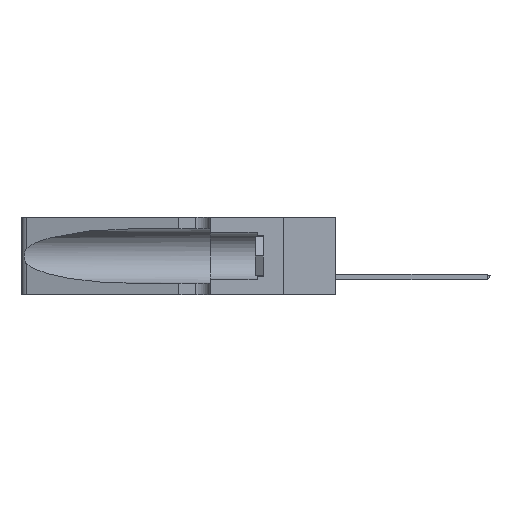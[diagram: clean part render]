
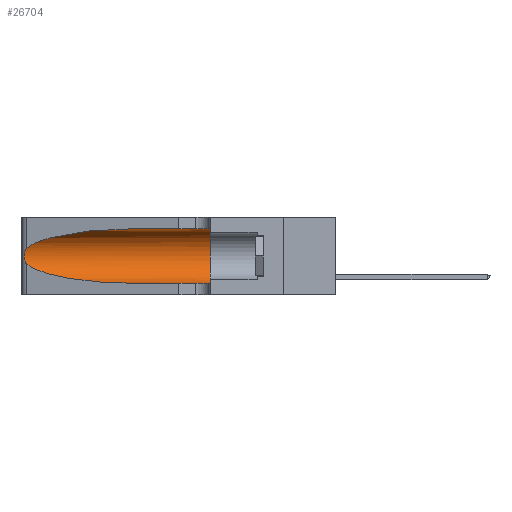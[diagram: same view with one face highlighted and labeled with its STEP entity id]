
A CAD part, left-side view. The second image highlights one B-rep face of the part: STEP entity #26704.
In plain terms, the highlighted cylindrical face has radius 3.308 mm (diameter 6.617 mm), a partial arc.
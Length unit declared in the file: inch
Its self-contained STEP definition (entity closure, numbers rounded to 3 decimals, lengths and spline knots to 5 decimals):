
#1095 = FACE_OUTER_BOUND ( 'NONE', #8980, .T. ) ;
#2467 = DIRECTION ( 'NONE',  ( 0., 1., 0. ) ) ;
#2520 = B_SPLINE_CURVE_WITH_KNOTS ( 'NONE', 3,
 ( #31118, #8111, #13748, #22391, #4742, #7742, #28286, #31240, #34177, #37127, #25488, #28415, #34300, #37258 ),
 .UNSPECIFIED., .F., .F.,
 ( 4, 2, 2, 2, 2, 2, 4 ),
 ( 0., 0.00027, 0.00053, 0.00107, 0.0016, 0.00187, 0.00214 ),
 .UNSPECIFIED. ) ;
#3058 = VERTEX_POINT ( 'NONE', #8462 ) ;
#3244 = AXIS2_PLACEMENT_3D ( 'NONE', #6626, #15100, #35630 ) ;
#3725 = CARTESIAN_POINT ( 'NONE',  ( 0.1305, 0.35, 0.05475 ) ) ;
#4546 = CARTESIAN_POINT ( 'NONE',  ( 0.1305, 0.72297, 0.31525 ) ) ;
#4742 = CARTESIAN_POINT ( 'NONE',  ( 0.25854, 1.2359, 0.20912 ) ) ;
#4865 = ORIENTED_EDGE ( 'NONE', *, *, #20674, .T. ) ;
#5472 = EDGE_CURVE ( 'NONE', #13802, #36396, #19622, .T. ) ;
#6626 = CARTESIAN_POINT ( 'NONE',  ( 0.1305, 1.61858, 0.185 ) ) ;
#7027 = CARTESIAN_POINT ( 'NONE',  ( 0.1305, 0.72297, 0.31525 ) ) ;
#7742 = CARTESIAN_POINT ( 'NONE',  ( 0.26018, 1.23835, 0.19895 ) ) ;
#8111 = CARTESIAN_POINT ( 'NONE',  ( 0.25555, 1.22994, 0.2215 ) ) ;
#8462 = CARTESIAN_POINT ( 'NONE',  ( 0.1305, 0.72297, 0.05475 ) ) ;
#8980 = EDGE_LOOP ( 'NONE', ( #27610, #10433, #4865, #36362, #27524, #28013 ) ) ;
#8987 = CYLINDRICAL_SURFACE ( 'NONE', #3244, 0.13025 ) ;
#9067 = DIRECTION ( 'NONE',  ( 0., -1., 0. ) ) ;
#10211 = CARTESIAN_POINT ( 'NONE',  ( 0.18966, 0.96281, 0.31525 ) ) ;
#10433 = ORIENTED_EDGE ( 'NONE', *, *, #35470, .T. ) ;
#12170 =( BOUNDED_CURVE ( )  B_SPLINE_CURVE ( 3, ( #27065, #29995, #26931, #30251 ),
 .UNSPECIFIED., .F., .F. ) 
 B_SPLINE_CURVE_WITH_KNOTS ( ( 4, 4 ),
 ( 3.44316, 4.71239 ),
 .UNSPECIFIED. ) 
 CURVE ( )  GEOMETRIC_REPRESENTATION_ITEM ( )  RATIONAL_B_SPLINE_CURVE ( ( 1., 0.87, 0.87, 1. ) ) 
 REPRESENTATION_ITEM ( '' )  );
#12932 = VERTEX_POINT ( 'NONE', #28452 ) ;
#13748 = CARTESIAN_POINT ( 'NONE',  ( 0.25639, 1.23184, 0.21858 ) ) ;
#13802 = VERTEX_POINT ( 'NONE', #32220 ) ;
#15100 = DIRECTION ( 'NONE',  ( 0., -1., 0. ) ) ;
#16003 = CARTESIAN_POINT ( 'NONE',  ( 0.2373, 1.15595, 0.28018 ) ) ;
#16267 = CARTESIAN_POINT ( 'NONE',  ( 0.1305, 1.61858, 0.05475 ) ) ;
#17945 = CARTESIAN_POINT ( 'NONE',  ( 0.1305, 1.61858, 0.31525 ) ) ;
#18721 = CARTESIAN_POINT ( 'NONE',  ( 0.25487, 1.22718, 0.22369 ) ) ;
#19390 = EDGE_CURVE ( 'NONE', #3058, #36396, #33687, .T. ) ;
#19536 = LINE ( 'NONE', #17945, #36462 ) ;
#19622 = CIRCLE ( 'NONE', #27907, 0.13025 ) ;
#19682 = EDGE_CURVE ( 'NONE', #25449, #12932, #32672, .T. ) ;
#20674 = EDGE_CURVE ( 'NONE', #21194, #3058, #12170, .T. ) ;
#21194 = VERTEX_POINT ( 'NONE', #23581 ) ;
#21774 = VECTOR ( 'NONE', #21906, 39.37008 ) ;
#21906 = DIRECTION ( 'NONE',  ( 0., -1., 0. ) ) ;
#22391 = CARTESIAN_POINT ( 'NONE',  ( 0.25787, 1.23484, 0.2124 ) ) ;
#23074 = DIRECTION ( 'NONE',  ( 0., 0., 1. ) ) ;
#23581 = CARTESIAN_POINT ( 'NONE',  ( 0.25487, 1.22718, 0.14631 ) ) ;
#25449 = VERTEX_POINT ( 'NONE', #7027 ) ;
#25488 = CARTESIAN_POINT ( 'NONE',  ( 0.25789, 1.23486, 0.15765 ) ) ;
#26704 = ADVANCED_FACE ( 'NONE', ( #1095 ), #8987, .F. ) ;
#26931 = CARTESIAN_POINT ( 'NONE',  ( 0.18966, 0.96281, 0.05475 ) ) ;
#27065 = CARTESIAN_POINT ( 'NONE',  ( 0.25487, 1.22718, 0.14631 ) ) ;
#27524 = ORIENTED_EDGE ( 'NONE', *, *, #5472, .F. ) ;
#27610 = ORIENTED_EDGE ( 'NONE', *, *, #19682, .T. ) ;
#27907 = AXIS2_PLACEMENT_3D ( 'NONE', #37446, #2467, #23074 ) ;
#28013 = ORIENTED_EDGE ( 'NONE', *, *, #36187, .F. ) ;
#28286 = CARTESIAN_POINT ( 'NONE',  ( 0.26075, 1.23896, 0.19203 ) ) ;
#28415 = CARTESIAN_POINT ( 'NONE',  ( 0.25639, 1.23186, 0.15144 ) ) ;
#28452 = CARTESIAN_POINT ( 'NONE',  ( 0.25487, 1.22718, 0.22369 ) ) ;
#29995 = CARTESIAN_POINT ( 'NONE',  ( 0.2373, 1.15595, 0.08982 ) ) ;
#30251 = CARTESIAN_POINT ( 'NONE',  ( 0.1305, 0.72297, 0.05475 ) ) ;
#31118 = CARTESIAN_POINT ( 'NONE',  ( 0.25487, 1.22718, 0.22369 ) ) ;
#31240 = CARTESIAN_POINT ( 'NONE',  ( 0.26075, 1.23896, 0.178 ) ) ;
#32220 = CARTESIAN_POINT ( 'NONE',  ( 0.1305, 0.35, 0.31525 ) ) ;
#32672 =( BOUNDED_CURVE ( )  B_SPLINE_CURVE ( 3, ( #4546, #10211, #16003, #18721 ),
 .UNSPECIFIED., .F., .F. ) 
 B_SPLINE_CURVE_WITH_KNOTS ( ( 4, 4 ),
 ( 1.5708, 2.84003 ),
 .UNSPECIFIED. ) 
 CURVE ( )  GEOMETRIC_REPRESENTATION_ITEM ( )  RATIONAL_B_SPLINE_CURVE ( ( 1., 0.87, 0.87, 1. ) ) 
 REPRESENTATION_ITEM ( '' )  );
#33687 = LINE ( 'NONE', #16267, #21774 ) ;
#34177 = CARTESIAN_POINT ( 'NONE',  ( 0.26017, 1.23833, 0.17102 ) ) ;
#34300 = CARTESIAN_POINT ( 'NONE',  ( 0.25555, 1.22993, 0.14849 ) ) ;
#35470 = EDGE_CURVE ( 'NONE', #12932, #21194, #2520, .T. ) ;
#35630 = DIRECTION ( 'NONE',  ( 0., 0., -1. ) ) ;
#36187 = EDGE_CURVE ( 'NONE', #25449, #13802, #19536, .T. ) ;
#36362 = ORIENTED_EDGE ( 'NONE', *, *, #19390, .T. ) ;
#36396 = VERTEX_POINT ( 'NONE', #3725 ) ;
#36462 = VECTOR ( 'NONE', #9067, 39.37008 ) ;
#37127 = CARTESIAN_POINT ( 'NONE',  ( 0.25856, 1.23593, 0.16098 ) ) ;
#37258 = CARTESIAN_POINT ( 'NONE',  ( 0.25487, 1.22718, 0.14631 ) ) ;
#37446 = CARTESIAN_POINT ( 'NONE',  ( 0.1305, 0.35, 0.185 ) ) ;
